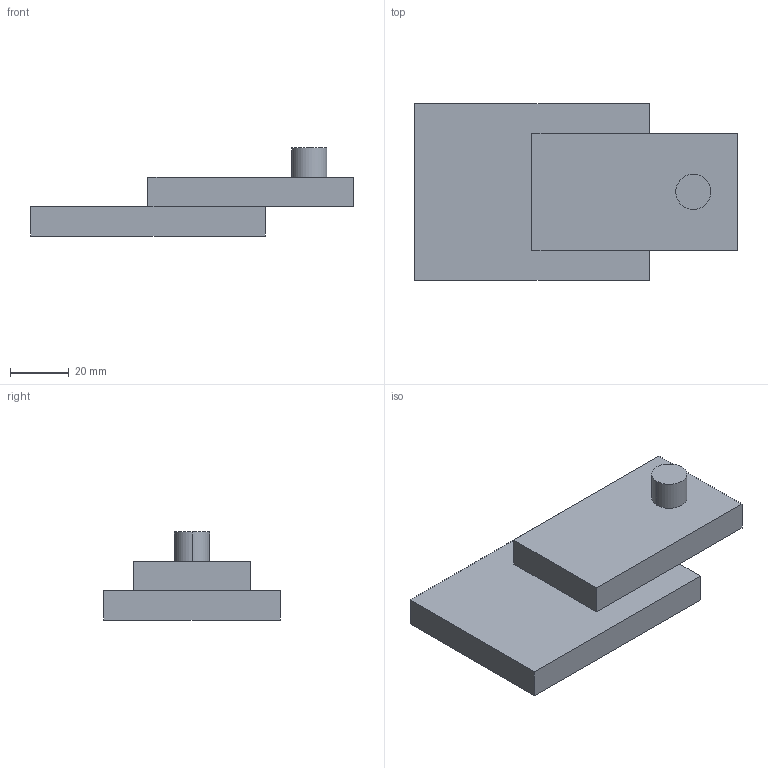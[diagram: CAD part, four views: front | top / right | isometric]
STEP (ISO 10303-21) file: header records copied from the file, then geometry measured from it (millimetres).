
FILE_DESCRIPTION (( 'STEP AP203' ), '1' );
FILE_NAME ('Base_xy_inicial_Predeterminado_sldprt.STEP', '2020-10-23T22:36:03', ( '' ), ( '' ), 'SwSTEP 2.0', 'SolidWorks 2018', '' );
FILE_SCHEMA (( 'CONFIG_CONTROL_DESIGN' ));
Length unit declared in the file: millimetre
Products named in the file (1): Base_xy_inicial_Predeterminado_sldprt
Bounding box: 110 x 60 x 30 mm (x, y, z)
Volume: 77131 mm3; surface area: 17377 mm2
Topology: 1 solids, 1 shells, 15 faces, 34 edges, 22 vertices
Faces by surface type: plane 13, cylinder 2
Entity records: 493 total; most frequent: CARTESIAN_POINT 72, DIRECTION 70, ORIENTED_EDGE 68, EDGE_CURVE 34, LINE 30, VECTOR 30, VERTEX_POINT 22, AXIS2_PLACEMENT_3D 20
